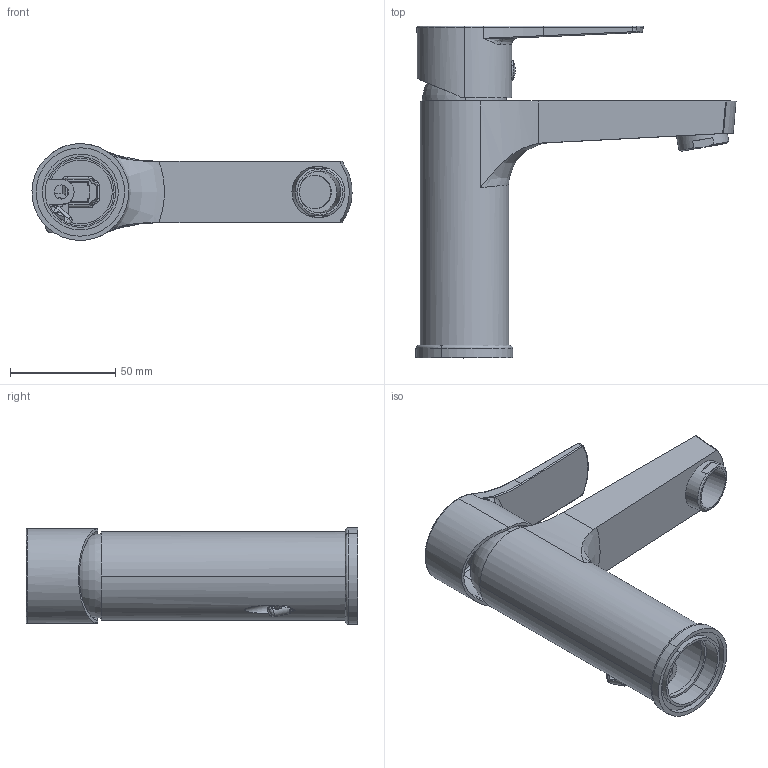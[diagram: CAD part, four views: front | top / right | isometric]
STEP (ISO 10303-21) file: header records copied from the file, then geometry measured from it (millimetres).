
FILE_DESCRIPTION (( 'STEP AP203' ), '1' );
FILE_NAME ('18AP05492.STEP', '2022-05-20T07:23:15', ( '' ), ( '' ), 'SwSTEP 2.0', 'SolidWorks 2021', '' );
FILE_SCHEMA (( 'CONFIG_CONTROL_DESIGN' ));
Length unit declared in the file: millimetre
Products named in the file (1): 18AP05492
Bounding box: 152.03 x 157.6 x 45.99 mm (x, y, z)
Volume: 88291.1 mm3; surface area: 78256.7 mm2
Topology: 7 solids, 7 shells, 351 faces, 864 edges, 545 vertices
Faces by surface type: cylinder 134, plane 101, bspline 71, cone 24, torus 17, sphere 4
Entity records: 14384 total; most frequent: CARTESIAN_POINT 6501, ORIENTED_EDGE 1716, DIRECTION 1531, EDGE_CURVE 858, AXIS2_PLACEMENT_3D 612, VERTEX_POINT 545, EDGE_LOOP 397, FACE_OUTER_BOUND 351
